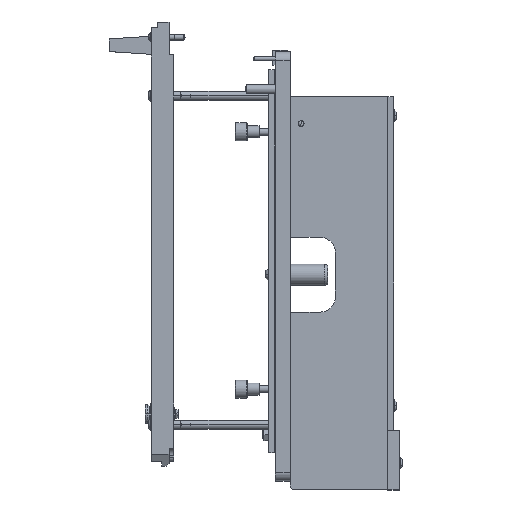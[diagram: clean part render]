
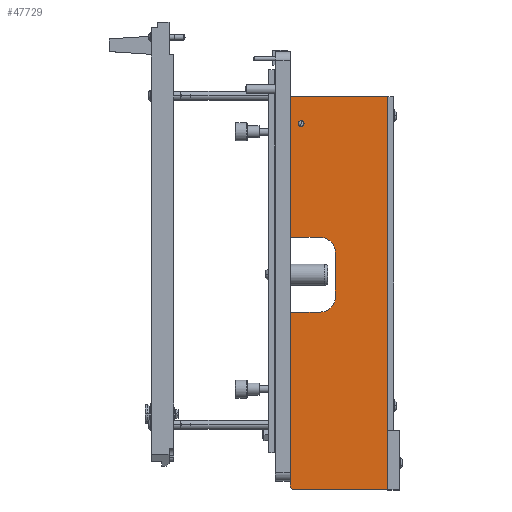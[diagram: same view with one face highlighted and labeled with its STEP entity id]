
A CAD part, left-side view. The second image highlights one B-rep face of the part: STEP entity #47729.
In plain terms, the highlighted face is planar.
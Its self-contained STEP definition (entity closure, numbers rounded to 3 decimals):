
#78 = LINE ( 'NONE', #15791, #16960 ) ;
#101 = ORIENTED_EDGE ( 'NONE', *, *, #20475, .F. ) ;
#323 = CARTESIAN_POINT ( 'NONE',  ( 5., 57.9, -111.5 ) ) ;
#1817 = DIRECTION ( 'NONE',  ( 0., 1., 0. ) ) ;
#2429 = EDGE_CURVE ( 'NONE', #40125, #49504, #14951, .T. ) ;
#3243 = VERTEX_POINT ( 'NONE', #49072 ) ;
#3488 = LINE ( 'NONE', #42374, #48292 ) ;
#4653 = DIRECTION ( 'NONE',  ( 0., -1., 0. ) ) ;
#5067 = ORIENTED_EDGE ( 'NONE', *, *, #38357, .F. ) ;
#5167 = CARTESIAN_POINT ( 'NONE',  ( 5., 65., 12.5 ) ) ;
#5730 = VECTOR ( 'NONE', #4653, 1000. ) ;
#6037 = EDGE_CURVE ( 'NONE', #14726, #27881, #28615, .T. ) ;
#6418 = CIRCLE ( 'NONE', #39951, 2. ) ;
#6743 = CARTESIAN_POINT ( 'NONE',  ( 5., 65., 129.5 ) ) ;
#6901 = VERTEX_POINT ( 'NONE', #24042 ) ;
#6907 = FACE_BOUND ( 'NONE', #51812, .T. ) ;
#8968 = CARTESIAN_POINT ( 'NONE',  ( 5., 65., 131.5 ) ) ;
#9487 = DIRECTION ( 'NONE',  ( 0., 0., -1. ) ) ;
#10422 = AXIS2_PLACEMENT_3D ( 'NONE', #34207, #13979, #46045 ) ;
#10539 = CIRCLE ( 'NONE', #10422, 2. ) ;
#10831 = ORIENTED_EDGE ( 'NONE', *, *, #2429, .F. ) ;
#10989 = VECTOR ( 'NONE', #1817, 1000. ) ;
#11189 = CARTESIAN_POINT ( 'NONE',  ( 5., 0., -131.5 ) ) ;
#12138 = ORIENTED_EDGE ( 'NONE', *, *, #48840, .T. ) ;
#12785 = LINE ( 'NONE', #28811, #10989 ) ;
#12843 = DIRECTION ( 'NONE',  ( -1., 0., 0. ) ) ;
#12900 = CIRCLE ( 'NONE', #40667, 10. ) ;
#13008 = EDGE_CURVE ( 'NONE', #15593, #40125, #78, .T. ) ;
#13074 = ORIENTED_EDGE ( 'NONE', *, *, #27826, .T. ) ;
#13979 = DIRECTION ( 'NONE',  ( -1., 0., 0. ) ) ;
#14380 = CARTESIAN_POINT ( 'NONE',  ( 5., 63.845, 131.5 ) ) ;
#14667 = CARTESIAN_POINT ( 'NONE',  ( 5., 65., 129.5 ) ) ;
#14726 = VERTEX_POINT ( 'NONE', #6743 ) ;
#14951 = LINE ( 'NONE', #30970, #51459 ) ;
#15593 = VERTEX_POINT ( 'NONE', #36725 ) ;
#15791 = CARTESIAN_POINT ( 'NONE',  ( 5., 65., 131.5 ) ) ;
#16960 = VECTOR ( 'NONE', #32845, 1000. ) ;
#17988 = VECTOR ( 'NONE', #49605, 1000. ) ;
#18945 = DIRECTION ( 'NONE',  ( 0., 0., -1. ) ) ;
#20034 = EDGE_CURVE ( 'NONE', #6901, #46014, #12900, .T. ) ;
#20242 = VERTEX_POINT ( 'NONE', #323 ) ;
#20475 = EDGE_CURVE ( 'NONE', #46014, #48007, #33844, .T. ) ;
#20478 = DIRECTION ( 'NONE',  ( 0., -1., 0. ) ) ;
#20759 = CARTESIAN_POINT ( 'NONE',  ( 5., 65., -131.5 ) ) ;
#21009 = LINE ( 'NONE', #32312, #24851 ) ;
#21527 = CARTESIAN_POINT ( 'NONE',  ( 5., 65., 131.5 ) ) ;
#22340 = VECTOR ( 'NONE', #39129, 1000. ) ;
#22860 = DIRECTION ( 'NONE',  ( -1., 0., 0. ) ) ;
#23745 = VERTEX_POINT ( 'NONE', #14380 ) ;
#23853 = CARTESIAN_POINT ( 'NONE',  ( 5., 57.9, -115.5 ) ) ;
#23927 = VECTOR ( 'NONE', #9487, 1000. ) ;
#24042 = CARTESIAN_POINT ( 'NONE',  ( 5., 45., 12.5 ) ) ;
#24169 = AXIS2_PLACEMENT_3D ( 'NONE', #49119, #37319, #25464 ) ;
#24262 = ORIENTED_EDGE ( 'NONE', *, *, #34801, .T. ) ;
#24851 = VECTOR ( 'NONE', #20478, 1000. ) ;
#24944 = PLANE ( 'NONE',  #40066 ) ;
#25464 = DIRECTION ( 'NONE',  ( 0., 0., -1. ) ) ;
#27826 = EDGE_CURVE ( 'NONE', #23745, #29440, #21009, .T. ) ;
#27881 = VERTEX_POINT ( 'NONE', #44177 ) ;
#28012 = ORIENTED_EDGE ( 'NONE', *, *, #20034, .F. ) ;
#28366 = DIRECTION ( 'NONE',  ( 0., 0., 1. ) ) ;
#28615 = LINE ( 'NONE', #21527, #23927 ) ;
#28620 = FACE_OUTER_BOUND ( 'NONE', #36512, .T. ) ;
#28811 = CARTESIAN_POINT ( 'NONE',  ( 5., 65., -37.5 ) ) ;
#29434 = ORIENTED_EDGE ( 'NONE', *, *, #30118, .F. ) ;
#29436 = VERTEX_POINT ( 'NONE', #23853 ) ;
#29440 = VERTEX_POINT ( 'NONE', #35175 ) ;
#30118 = EDGE_CURVE ( 'NONE', #27881, #6901, #40662, .T. ) ;
#30970 = CARTESIAN_POINT ( 'NONE',  ( 5., 65., -131.5 ) ) ;
#31010 = DIRECTION ( 'NONE',  ( 0., 0., 1. ) ) ;
#31712 = ORIENTED_EDGE ( 'NONE', *, *, #48432, .T. ) ;
#32312 = CARTESIAN_POINT ( 'NONE',  ( 5., 65., 131.5 ) ) ;
#32845 = DIRECTION ( 'NONE',  ( 0., 0., -1. ) ) ;
#33029 = ORIENTED_EDGE ( 'NONE', *, *, #48395, .T. ) ;
#33579 = CARTESIAN_POINT ( 'NONE',  ( 5., 35., 2.5 ) ) ;
#33796 = EDGE_CURVE ( 'NONE', #3243, #15593, #12785, .T. ) ;
#33844 = LINE ( 'NONE', #33579, #17988 ) ;
#34207 = CARTESIAN_POINT ( 'NONE',  ( 5., 57.9, -113.5 ) ) ;
#34650 = CARTESIAN_POINT ( 'NONE',  ( 5., 35., 2.5 ) ) ;
#34801 = EDGE_CURVE ( 'NONE', #29436, #20242, #10539, .T. ) ;
#34962 = CARTESIAN_POINT ( 'NONE',  ( 5., 57.9, -113.5 ) ) ;
#35175 = CARTESIAN_POINT ( 'NONE',  ( 5., 0., 131.5 ) ) ;
#35201 = ORIENTED_EDGE ( 'NONE', *, *, #13008, .F. ) ;
#36512 = EDGE_LOOP ( 'NONE', ( #41492, #12138, #13074, #31712, #10831, #35201, #44762, #5067, #101, #28012, #29434 ) ) ;
#36725 = CARTESIAN_POINT ( 'NONE',  ( 5., 65., -37.5 ) ) ;
#37319 = DIRECTION ( 'NONE',  ( 1., 0., 0. ) ) ;
#38357 = EDGE_CURVE ( 'NONE', #48007, #3243, #49349, .T. ) ;
#38708 = CARTESIAN_POINT ( 'NONE',  ( 5., 45., 2.5 ) ) ;
#39129 = DIRECTION ( 'NONE',  ( 0., -0.5, 0.866 ) ) ;
#39951 = AXIS2_PLACEMENT_3D ( 'NONE', #34962, #22860, #31010 ) ;
#40066 = AXIS2_PLACEMENT_3D ( 'NONE', #8968, #12843, #28366 ) ;
#40125 = VERTEX_POINT ( 'NONE', #20759 ) ;
#40662 = LINE ( 'NONE', #5167, #5730 ) ;
#40667 = AXIS2_PLACEMENT_3D ( 'NONE', #38708, #47342, #43176 ) ;
#41492 = ORIENTED_EDGE ( 'NONE', *, *, #6037, .F. ) ;
#42374 = CARTESIAN_POINT ( 'NONE',  ( 5., 0., 131.5 ) ) ;
#42587 = CARTESIAN_POINT ( 'NONE',  ( 5., 35., -27.5 ) ) ;
#43176 = DIRECTION ( 'NONE',  ( 0., 0., -1. ) ) ;
#44177 = CARTESIAN_POINT ( 'NONE',  ( 5., 65., 12.5 ) ) ;
#44762 = ORIENTED_EDGE ( 'NONE', *, *, #33796, .F. ) ;
#46014 = VERTEX_POINT ( 'NONE', #34650 ) ;
#46045 = DIRECTION ( 'NONE',  ( 0., 0., 1. ) ) ;
#47015 = DIRECTION ( 'NONE',  ( 0., -1., 0. ) ) ;
#47342 = DIRECTION ( 'NONE',  ( 1., 0., 0. ) ) ;
#47729 = ADVANCED_FACE ( 'NONE', ( #6907, #28620 ), #24944, .F. ) ;
#48007 = VERTEX_POINT ( 'NONE', #42587 ) ;
#48292 = VECTOR ( 'NONE', #18945, 1000. ) ;
#48395 = EDGE_CURVE ( 'NONE', #20242, #29436, #6418, .T. ) ;
#48432 = EDGE_CURVE ( 'NONE', #29440, #49504, #3488, .T. ) ;
#48840 = EDGE_CURVE ( 'NONE', #14726, #23745, #50654, .T. ) ;
#49072 = CARTESIAN_POINT ( 'NONE',  ( 5., 45., -37.5 ) ) ;
#49119 = CARTESIAN_POINT ( 'NONE',  ( 5., 45., -27.5 ) ) ;
#49349 = CIRCLE ( 'NONE', #24169, 10. ) ;
#49504 = VERTEX_POINT ( 'NONE', #11189 ) ;
#49605 = DIRECTION ( 'NONE',  ( 0., 0., -1. ) ) ;
#50654 = LINE ( 'NONE', #14667, #22340 ) ;
#51459 = VECTOR ( 'NONE', #47015, 1000. ) ;
#51812 = EDGE_LOOP ( 'NONE', ( #33029, #24262 ) ) ;
